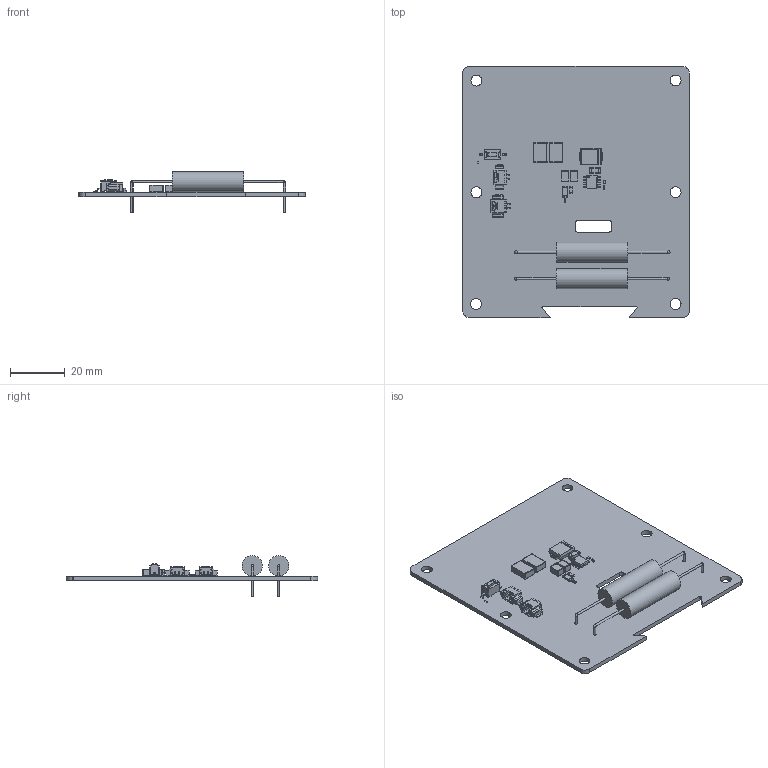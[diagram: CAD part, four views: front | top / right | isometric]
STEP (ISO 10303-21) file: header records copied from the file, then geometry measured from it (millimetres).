
FILE_DESCRIPTION(('KiCad electronic assembly'),'2;1');
FILE_NAME('Burnwire Circuit Project Rev 2.step','2025-02-22T14:21:55',( 'Pcbnew'),('Kicad'),'Open CASCADE STEP processor 7.8', 'KiCad to STEP converter','Unknown');
FILE_SCHEMA(('AUTOMOTIVE_DESIGN { 1 0 10303 214 1 1 1 1 }'));
Length unit declared in the file: millimetre
Products named in the file (30): Burnwire Circuit Project Rev 2 1; Final-Rload; ASSEMBLY; Rpgood-100; TNPW0603180KBYCN; Cbst-01u; C3216C0G1H104J160AE; Couts-22u; C5750C0G2A154J230KA; RbotRenbot-102; TNPW04024K22BEED; Cins-10u; C3225C0G1H104J250AA; Rentop-56; TNPW12062M00BYEN; D-B540C; B540C-13-F; R_0402_1005Metric; Header; 532610271; Final-Rtop; TNPW020124K0BEED; SOIC-8-1EP_3.9x4.9mm_P1.27mm_EP2.29x3mm; switch; C-1437566-4; Burnwire Circuit Project Rev 2_PCB
Assembly tree (33 placements, depth 3):
  Burnwire Circuit Project Rev 2 1
    Final-Rload  x2
      ASSEMBLY
    Rpgood-100
      TNPW0603180KBYCN
    Cbst-01u
      C3216C0G1H104J160AE
    Couts-22u  x2
      C5750C0G2A154J230KA
    RbotRenbot-102  x2
      TNPW04024K22BEED
    Cins-10u  x2
      C3225C0G1H104J250AA
    Rentop-56
      TNPW12062M00BYEN
    D-B540C
      B540C-13-F
    R_0402_1005Metric
      R_0402_1005Metric
    Header
      532610271
    Final-Rtop
      TNPW020124K0BEED
    Header
      532610271
    SOIC-8-1EP_3.9x4.9mm_P1.27mm_EP2.29x3mm
      SOIC-8-1EP_3.9x4.9mm_P1.27mm_EP2.29x3mm
    switch
      C-1437566-4
    Burnwire Circuit Project Rev 2_PCB
Bounding box: 83.04 x 92.24 x 15 mm (x, y, z)
Volume: 15026.2 mm3; surface area: 18849.8 mm2
Topology: 59 solids, 59 shells, 1246 faces, 3156 edges, 1997 vertices
Faces by surface type: bspline 928, plane 206, cylinder 100, revolution 4, torus 4, sphere 4
Full cylindrical faces by diameter (mm): 0.83 x8, 1.05 x4, 4 x6, 7.5 x2
Entity records: 32922 total; most frequent: CARTESIAN_POINT 10655, ORIENTED_EDGE 5624, EDGE_CURVE 2812, VERTEX_POINT 1812, B_SPLINE_CURVE_WITH_KNOTS 1806, DIRECTION 1690, FACE_BOUND 1140, EDGE_LOOP 1140
